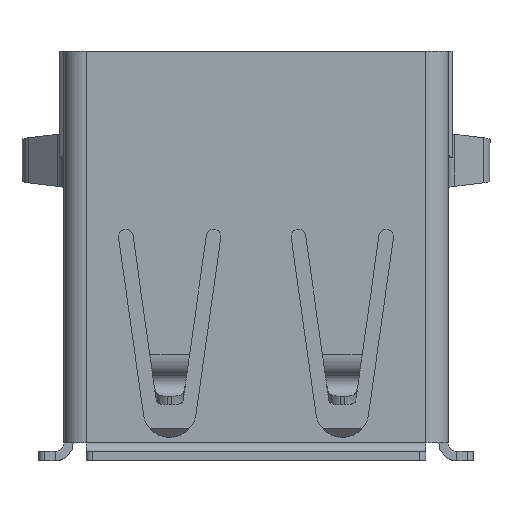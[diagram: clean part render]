
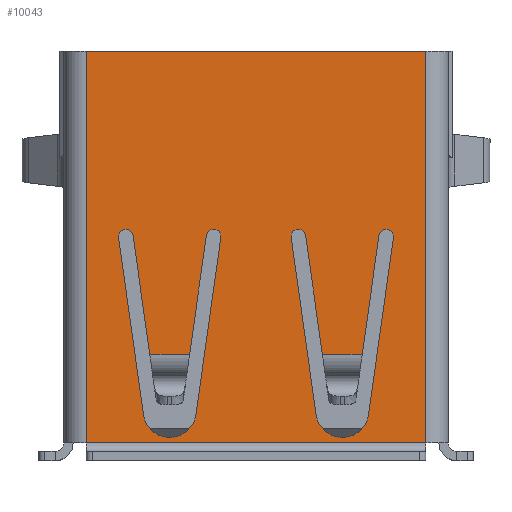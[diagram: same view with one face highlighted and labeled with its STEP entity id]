
A CAD part, top view. The second image highlights one B-rep face of the part: STEP entity #10043.
In plain terms, the highlighted face is planar.
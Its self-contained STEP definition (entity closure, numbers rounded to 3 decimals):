
#155=FACE_BOUND('',#1320,.T.);
#156=FACE_BOUND('',#1321,.T.);
#216=PLANE('',#10851);
#719=FACE_OUTER_BOUND('',#1319,.T.);
#1319=EDGE_LOOP('',(#7402,#7403,#7404,#7405));
#1320=EDGE_LOOP('',(#7406,#7407,#7408,#7409,#7410,#7411,#7412,#7413));
#1321=EDGE_LOOP('',(#7414,#7415,#7416,#7417,#7418,#7419,#7420,#7421));
#2086=LINE('',#15186,#3195);
#2095=LINE('',#15212,#3204);
#2137=LINE('',#15674,#3246);
#2138=LINE('',#15676,#3247);
#2139=LINE('',#15678,#3248);
#2140=LINE('',#15679,#3249);
#2141=LINE('',#15681,#3250);
#2142=LINE('',#15683,#3251);
#2143=LINE('',#15686,#3252);
#2144=LINE('',#15688,#3253);
#2145=LINE('',#15691,#3254);
#2146=LINE('',#15694,#3255);
#2147=LINE('',#15696,#3256);
#2148=LINE('',#15699,#3257);
#3195=VECTOR('',#12150,1000.);
#3204=VECTOR('',#12173,1000.);
#3246=VECTOR('',#12359,1000.);
#3247=VECTOR('',#12360,1000.);
#3248=VECTOR('',#12361,1000.);
#3249=VECTOR('',#12362,1000.);
#3250=VECTOR('',#12363,1000.);
#3251=VECTOR('',#12364,1000.);
#3252=VECTOR('',#12367,1000.);
#3253=VECTOR('',#12368,1000.);
#3254=VECTOR('',#12371,1000.);
#3255=VECTOR('',#12374,1000.);
#3256=VECTOR('',#12375,1000.);
#3257=VECTOR('',#12378,1000.);
#4044=CIRCLE('',#10571,0.906);
#4046=CIRCLE('',#10574,0.906);
#4145=CIRCLE('',#10852,0.25);
#4146=CIRCLE('',#10853,0.25);
#4147=CIRCLE('',#10854,0.25);
#4148=CIRCLE('',#10855,0.25);
#4315=VERTEX_POINT('',#14385);
#4316=VERTEX_POINT('',#14387);
#4319=VERTEX_POINT('',#14394);
#4320=VERTEX_POINT('',#14396);
#4651=VERTEX_POINT('',#15183);
#4652=VERTEX_POINT('',#15185);
#4661=VERTEX_POINT('',#15210);
#4662=VERTEX_POINT('',#15211);
#4753=VERTEX_POINT('',#15672);
#4754=VERTEX_POINT('',#15673);
#4755=VERTEX_POINT('',#15675);
#4756=VERTEX_POINT('',#15677);
#4757=VERTEX_POINT('',#15680);
#4758=VERTEX_POINT('',#15682);
#4759=VERTEX_POINT('',#15684);
#4760=VERTEX_POINT('',#15687);
#4761=VERTEX_POINT('',#15690);
#4762=VERTEX_POINT('',#15692);
#4763=VERTEX_POINT('',#15695);
#4764=VERTEX_POINT('',#15697);
#5263=EDGE_CURVE('',#4316,#4315,#4044,.T.);
#5267=EDGE_CURVE('',#4319,#4320,#4046,.T.);
#5665=EDGE_CURVE('',#4651,#4652,#2086,.T.);
#5677=EDGE_CURVE('',#4661,#4662,#2095,.T.);
#5795=EDGE_CURVE('',#4753,#4754,#2137,.T.);
#5796=EDGE_CURVE('',#4755,#4753,#2138,.T.);
#5797=EDGE_CURVE('',#4755,#4756,#2139,.T.);
#5798=EDGE_CURVE('',#4756,#4754,#2140,.T.);
#5799=EDGE_CURVE('',#4757,#4316,#2141,.T.);
#5800=EDGE_CURVE('',#4758,#4315,#2142,.T.);
#5801=EDGE_CURVE('',#4759,#4758,#4145,.T.);
#5802=EDGE_CURVE('',#4759,#4661,#2143,.T.);
#5803=EDGE_CURVE('',#4760,#4662,#2144,.T.);
#5804=EDGE_CURVE('',#4760,#4757,#4146,.T.);
#5805=EDGE_CURVE('',#4761,#4319,#2145,.T.);
#5806=EDGE_CURVE('',#4762,#4761,#4147,.T.);
#5807=EDGE_CURVE('',#4762,#4652,#2146,.T.);
#5808=EDGE_CURVE('',#4763,#4651,#2147,.T.);
#5809=EDGE_CURVE('',#4763,#4764,#4148,.T.);
#5810=EDGE_CURVE('',#4764,#4320,#2148,.T.);
#7402=ORIENTED_EDGE('',*,*,#5795,.F.);
#7403=ORIENTED_EDGE('',*,*,#5796,.F.);
#7404=ORIENTED_EDGE('',*,*,#5797,.T.);
#7405=ORIENTED_EDGE('',*,*,#5798,.T.);
#7406=ORIENTED_EDGE('',*,*,#5799,.T.);
#7407=ORIENTED_EDGE('',*,*,#5263,.T.);
#7408=ORIENTED_EDGE('',*,*,#5800,.F.);
#7409=ORIENTED_EDGE('',*,*,#5801,.F.);
#7410=ORIENTED_EDGE('',*,*,#5802,.T.);
#7411=ORIENTED_EDGE('',*,*,#5677,.T.);
#7412=ORIENTED_EDGE('',*,*,#5803,.F.);
#7413=ORIENTED_EDGE('',*,*,#5804,.T.);
#7414=ORIENTED_EDGE('',*,*,#5805,.F.);
#7415=ORIENTED_EDGE('',*,*,#5806,.F.);
#7416=ORIENTED_EDGE('',*,*,#5807,.T.);
#7417=ORIENTED_EDGE('',*,*,#5665,.F.);
#7418=ORIENTED_EDGE('',*,*,#5808,.F.);
#7419=ORIENTED_EDGE('',*,*,#5809,.T.);
#7420=ORIENTED_EDGE('',*,*,#5810,.T.);
#7421=ORIENTED_EDGE('',*,*,#5267,.F.);
#10043=ADVANCED_FACE('',(#719,#155,#156),#216,.T.);
#10571=AXIS2_PLACEMENT_3D('',#14388,#11486,#11487);
#10574=AXIS2_PLACEMENT_3D('',#14397,#11494,#11495);
#10851=AXIS2_PLACEMENT_3D('',#15671,#12357,#12358);
#10852=AXIS2_PLACEMENT_3D('',#15685,#12365,#12366);
#10853=AXIS2_PLACEMENT_3D('',#15689,#12369,#12370);
#10854=AXIS2_PLACEMENT_3D('',#15693,#12372,#12373);
#10855=AXIS2_PLACEMENT_3D('',#15698,#12376,#12377);
#11486=DIRECTION('center_axis',(0.,-1.,0.));
#11487=DIRECTION('ref_axis',(0.,0.,1.));
#11494=DIRECTION('center_axis',(0.,1.,0.));
#11495=DIRECTION('ref_axis',(0.,0.,1.));
#12150=DIRECTION('',(-1.,0.,0.));
#12173=DIRECTION('',(1.,0.,0.));
#12357=DIRECTION('center_axis',(0.,1.,0.));
#12358=DIRECTION('ref_axis',(0.,0.,1.));
#12359=DIRECTION('',(-1.,0.,0.));
#12360=DIRECTION('',(0.,0.,1.));
#12361=DIRECTION('',(-1.,0.,0.));
#12362=DIRECTION('',(0.,0.,1.));
#12363=DIRECTION('',(-0.139,0.,0.99));
#12364=DIRECTION('',(0.139,0.,0.99));
#12365=DIRECTION('center_axis',(0.,1.,0.));
#12366=DIRECTION('ref_axis',(0.,0.,1.));
#12367=DIRECTION('',(0.139,0.,0.99));
#12368=DIRECTION('',(-0.139,0.,0.99));
#12369=DIRECTION('center_axis',(0.,-1.,0.));
#12370=DIRECTION('ref_axis',(0.,0.,1.));
#12371=DIRECTION('',(0.139,0.,0.99));
#12372=DIRECTION('center_axis',(0.,1.,0.));
#12373=DIRECTION('ref_axis',(0.,0.,1.));
#12374=DIRECTION('',(0.139,0.,0.99));
#12375=DIRECTION('',(-0.139,0.,0.99));
#12376=DIRECTION('center_axis',(0.,-1.,0.));
#12377=DIRECTION('ref_axis',(0.,0.,1.));
#12378=DIRECTION('',(-0.139,0.,0.99));
#14385=CARTESIAN_POINT('',(-3.847,9.85,5.735));
#14387=CARTESIAN_POINT('',(-2.052,9.85,5.735));
#14388=CARTESIAN_POINT('Origin',(-2.95,9.85,5.609));
#14394=CARTESIAN_POINT('',(2.052,9.85,5.735));
#14396=CARTESIAN_POINT('',(3.847,9.85,5.735));
#14397=CARTESIAN_POINT('Origin',(2.95,9.85,5.609));
#15183=CARTESIAN_POINT('',(3.631,9.85,3.68));
#15185=CARTESIAN_POINT('',(2.268,9.85,3.68));
#15186=CARTESIAN_POINT('',(-5.8,9.85,3.68));
#15210=CARTESIAN_POINT('',(-3.631,9.85,3.68));
#15211=CARTESIAN_POINT('',(-2.268,9.85,3.68));
#15212=CARTESIAN_POINT('',(-5.8,9.85,3.68));
#15671=CARTESIAN_POINT('Origin',(-5.8,9.85,-6.693));
#15672=CARTESIAN_POINT('',(5.8,9.85,6.693));
#15673=CARTESIAN_POINT('',(-5.8,9.85,6.693));
#15674=CARTESIAN_POINT('',(-5.8,9.85,6.693));
#15675=CARTESIAN_POINT('',(5.8,9.85,-6.693));
#15676=CARTESIAN_POINT('',(5.8,9.85,-6.693));
#15677=CARTESIAN_POINT('',(-5.8,9.85,-6.693));
#15678=CARTESIAN_POINT('',(-5.8,9.85,-6.693));
#15679=CARTESIAN_POINT('',(-5.8,9.85,-6.693));
#15680=CARTESIAN_POINT('',(-1.202,9.85,-0.315));
#15681=CARTESIAN_POINT('',(-0.412,9.85,-5.935));
#15682=CARTESIAN_POINT('',(-4.698,9.85,-0.315));
#15683=CARTESIAN_POINT('',(-5.598,9.85,-6.721));
#15684=CARTESIAN_POINT('',(-4.202,9.85,-0.385));
#15685=CARTESIAN_POINT('Origin',(-4.45,9.85,-0.35));
#15686=CARTESIAN_POINT('',(-5.103,9.85,-6.79));
#15687=CARTESIAN_POINT('',(-1.697,9.85,-0.385));
#15688=CARTESIAN_POINT('',(-0.907,9.85,-6.005));
#15689=CARTESIAN_POINT('Origin',(-1.449,9.85,-0.35));
#15690=CARTESIAN_POINT('',(1.202,9.85,-0.315));
#15691=CARTESIAN_POINT('',(0.187,9.85,-7.534));
#15692=CARTESIAN_POINT('',(1.697,9.85,-0.385));
#15693=CARTESIAN_POINT('Origin',(1.449,9.85,-0.35));
#15694=CARTESIAN_POINT('',(0.682,9.85,-7.604));
#15695=CARTESIAN_POINT('',(4.202,9.85,-0.385));
#15696=CARTESIAN_POINT('',(4.878,9.85,-5.192));
#15697=CARTESIAN_POINT('',(4.698,9.85,-0.315));
#15698=CARTESIAN_POINT('Origin',(4.45,9.85,-0.35));
#15699=CARTESIAN_POINT('',(5.373,9.85,-5.122));
